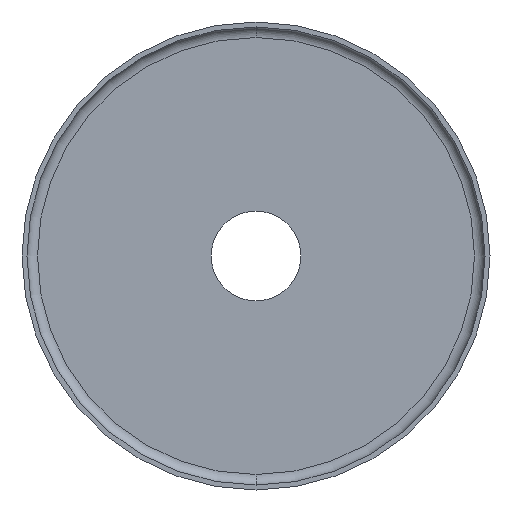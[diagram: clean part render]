
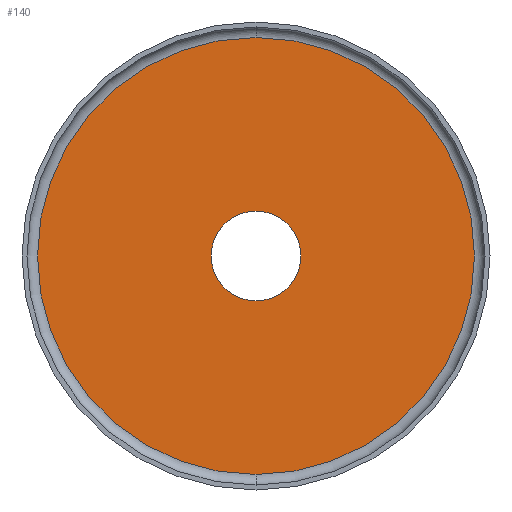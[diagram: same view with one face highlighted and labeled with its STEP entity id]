
A CAD part, front view. The second image highlights one B-rep face of the part: STEP entity #140.
In plain terms, the highlighted planar face has unit normal (0, -1, 0).
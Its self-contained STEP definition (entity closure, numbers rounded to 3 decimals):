
#7 = EDGE_CURVE ( 'NONE', #377, #240, #100, .T. ) ;
#10 = AXIS2_PLACEMENT_3D ( 'NONE', #65, #330, #57 ) ;
#16 = CARTESIAN_POINT ( 'NONE',  ( 0., -0.8, 0. ) ) ;
#43 = EDGE_CURVE ( 'NONE', #174, #343, #369, .T. ) ;
#56 = DIRECTION ( 'NONE',  ( 0., 0., 1. ) ) ;
#57 = DIRECTION ( 'NONE',  ( 0., 0., 1. ) ) ;
#58 = DIRECTION ( 'NONE',  ( 0., 0., 1. ) ) ;
#65 = CARTESIAN_POINT ( 'NONE',  ( 0., -0.8, 0. ) ) ;
#68 = CIRCLE ( 'NONE', #201, 7.25 ) ;
#80 = ORIENTED_EDGE ( 'NONE', *, *, #346, .F. ) ;
#82 = ORIENTED_EDGE ( 'NONE', *, *, #365, .T. ) ;
#83 = CARTESIAN_POINT ( 'NONE',  ( 0., -0.8, 0. ) ) ;
#88 = DIRECTION ( 'NONE',  ( 0., 0., 1. ) ) ;
#100 = CIRCLE ( 'NONE', #337, 35.3 ) ;
#114 = AXIS2_PLACEMENT_3D ( 'NONE', #399, #319, #58 ) ;
#120 = FACE_OUTER_BOUND ( 'NONE', #370, .T. ) ;
#133 = AXIS2_PLACEMENT_3D ( 'NONE', #16, #417, #56 ) ;
#140 = ADVANCED_FACE ( 'NONE', ( #120, #352 ), #186, .F. ) ;
#151 = EDGE_LOOP ( 'NONE', ( #82, #339 ) ) ;
#174 = VERTEX_POINT ( 'NONE', #190 ) ;
#177 = ORIENTED_EDGE ( 'NONE', *, *, #7, .F. ) ;
#178 = CARTESIAN_POINT ( 'NONE',  ( 0., -0.8, 35.3 ) ) ;
#186 = PLANE ( 'NONE',  #114 ) ;
#190 = CARTESIAN_POINT ( 'NONE',  ( 0., -0.8, -7.25 ) ) ;
#201 = AXIS2_PLACEMENT_3D ( 'NONE', #83, #217, #392 ) ;
#217 = DIRECTION ( 'NONE',  ( 0., 1., 0. ) ) ;
#220 = CARTESIAN_POINT ( 'NONE',  ( 0., -0.8, 7.25 ) ) ;
#240 = VERTEX_POINT ( 'NONE', #178 ) ;
#262 = CARTESIAN_POINT ( 'NONE',  ( 0., -0.8, 0. ) ) ;
#319 = DIRECTION ( 'NONE',  ( 0., 1., 0. ) ) ;
#327 = DIRECTION ( 'NONE',  ( 0., 1., 0. ) ) ;
#330 = DIRECTION ( 'NONE',  ( 0., 1., 0. ) ) ;
#337 = AXIS2_PLACEMENT_3D ( 'NONE', #262, #327, #88 ) ;
#339 = ORIENTED_EDGE ( 'NONE', *, *, #43, .T. ) ;
#343 = VERTEX_POINT ( 'NONE', #220 ) ;
#346 = EDGE_CURVE ( 'NONE', #240, #377, #423, .T. ) ;
#352 = FACE_BOUND ( 'NONE', #151, .T. ) ;
#355 = CARTESIAN_POINT ( 'NONE',  ( 0., -0.8, -35.3 ) ) ;
#365 = EDGE_CURVE ( 'NONE', #343, #174, #68, .T. ) ;
#369 = CIRCLE ( 'NONE', #10, 7.25 ) ;
#370 = EDGE_LOOP ( 'NONE', ( #80, #177 ) ) ;
#377 = VERTEX_POINT ( 'NONE', #355 ) ;
#392 = DIRECTION ( 'NONE',  ( 0., 0., 1. ) ) ;
#399 = CARTESIAN_POINT ( 'NONE',  ( 7.25, -0.8, 0. ) ) ;
#417 = DIRECTION ( 'NONE',  ( 0., 1., 0. ) ) ;
#423 = CIRCLE ( 'NONE', #133, 35.3 ) ;
